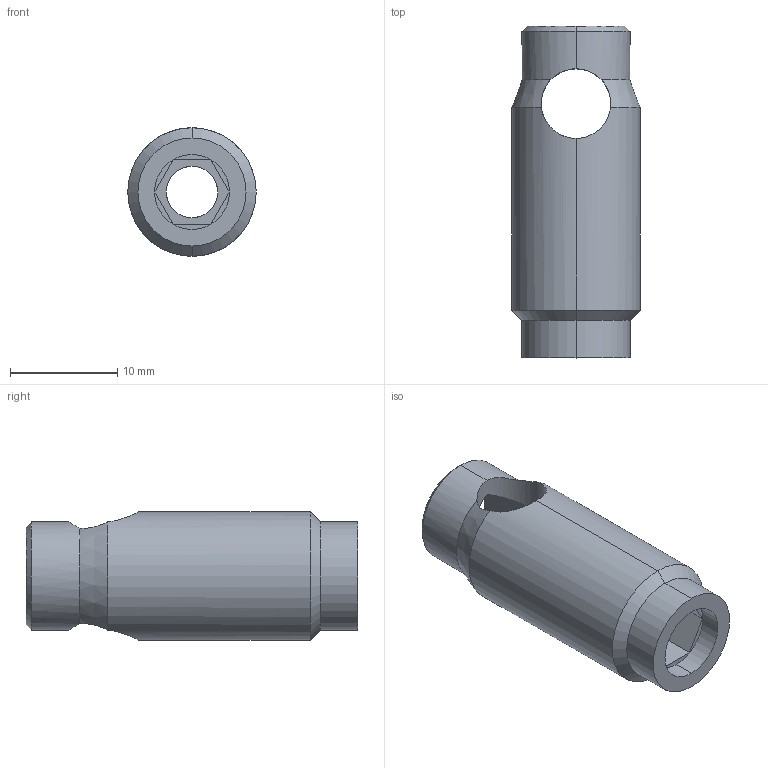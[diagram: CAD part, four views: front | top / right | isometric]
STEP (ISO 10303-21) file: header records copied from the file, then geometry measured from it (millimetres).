
FILE_DESCRIPTION (( 'STEP AP214' ), '1' );
FILE_NAME ('099GS081.STEP', '2015-06-18T13:51:50', ( 'Not-Admin' ), ( 'Hewlett-Packard Company' ), 'SwSTEP 2.0', 'SolidWorks 2014', '' );
FILE_SCHEMA (( 'AUTOMOTIVE_DESIGN' ));
Length unit declared in the file: millimetre
Products named in the file (1): 099GS081
Bounding box: 12 x 31 x 12 mm (x, y, z)
Volume: 2155.6 mm3; surface area: 1773.5 mm2
Topology: 1 solids, 1 shells, 40 faces, 102 edges, 64 vertices
Faces by surface type: plane 22, cylinder 12, cone 6
Entity records: 1526 total; most frequent: CARTESIAN_POINT 435, ORIENTED_EDGE 204, DIRECTION 182, EDGE_CURVE 102, VERTEX_POINT 64, AXIS2_PLACEMENT_3D 61, VECTOR 60, LINE 60
